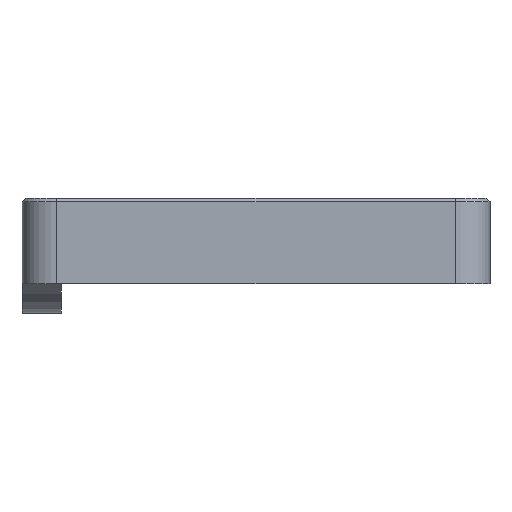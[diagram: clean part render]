
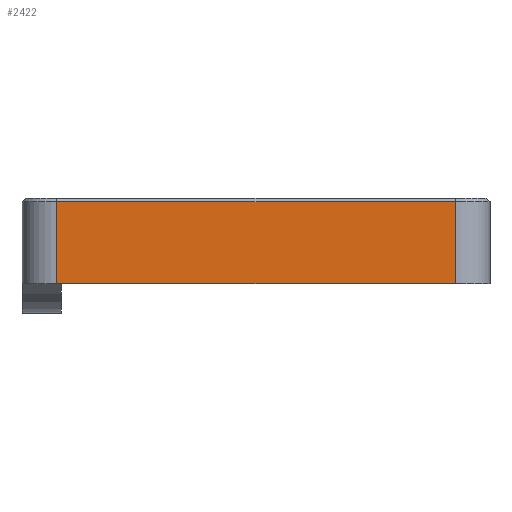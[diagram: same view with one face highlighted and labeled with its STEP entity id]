
A CAD part, left-side view. The second image highlights one B-rep face of the part: STEP entity #2422.
In plain terms, the highlighted planar face has unit normal (-1, 0, 0).
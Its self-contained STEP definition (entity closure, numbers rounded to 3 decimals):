
#344=FACE_OUTER_BOUND('',#504,.T.);
#504=EDGE_LOOP('',(#2201,#2202,#2203,#2204));
#628=LINE('',#3825,#858);
#634=LINE('',#3846,#864);
#720=LINE('',#4079,#950);
#734=LINE('',#4114,#964);
#858=VECTOR('',#3101,10.);
#864=VECTOR('',#3125,10.);
#950=VECTOR('',#3367,10.);
#964=VECTOR('',#3413,10.);
#1101=VERTEX_POINT('',#3815);
#1103=VERTEX_POINT('',#3821);
#1110=VERTEX_POINT('',#3844);
#1179=VERTEX_POINT('',#4077);
#1376=EDGE_CURVE('',#1101,#1103,#628,.T.);
#1387=EDGE_CURVE('',#1101,#1110,#634,.T.);
#1507=EDGE_CURVE('',#1179,#1110,#720,.T.);
#1524=EDGE_CURVE('',#1103,#1179,#734,.T.);
#2201=ORIENTED_EDGE('',*,*,#1376,.F.);
#2202=ORIENTED_EDGE('',*,*,#1387,.T.);
#2203=ORIENTED_EDGE('',*,*,#1507,.F.);
#2204=ORIENTED_EDGE('',*,*,#1524,.F.);
#2283=PLANE('',#2685);
#2422=ADVANCED_FACE('',(#344),#2283,.T.);
#2685=AXIS2_PLACEMENT_3D('',#4115,#3414,#3415);
#3101=DIRECTION('',(0.,-1.,0.));
#3125=DIRECTION('',(0.,0.,-1.));
#3367=DIRECTION('',(0.,1.,0.));
#3413=DIRECTION('',(0.,0.,-1.));
#3414=DIRECTION('center_axis',(-1.,0.,0.));
#3415=DIRECTION('ref_axis',(0.,1.,0.));
#3815=CARTESIAN_POINT('',(-5.379,58.682,8.8));
#3821=CARTESIAN_POINT('',(-5.379,-1.018,8.8));
#3825=CARTESIAN_POINT('',(-5.379,13.907,8.8));
#3844=CARTESIAN_POINT('',(-5.379,58.682,-3.5));
#3846=CARTESIAN_POINT('',(-5.379,58.682,9.3));
#4077=CARTESIAN_POINT('',(-5.379,-1.018,-3.5));
#4079=CARTESIAN_POINT('',(-5.379,58.682,-3.5));
#4114=CARTESIAN_POINT('',(-5.379,-1.018,9.3));
#4115=CARTESIAN_POINT('Origin',(-5.379,-1.018,9.3));
